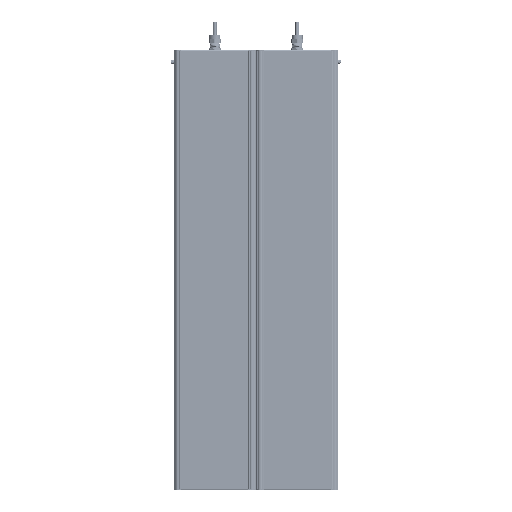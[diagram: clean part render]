
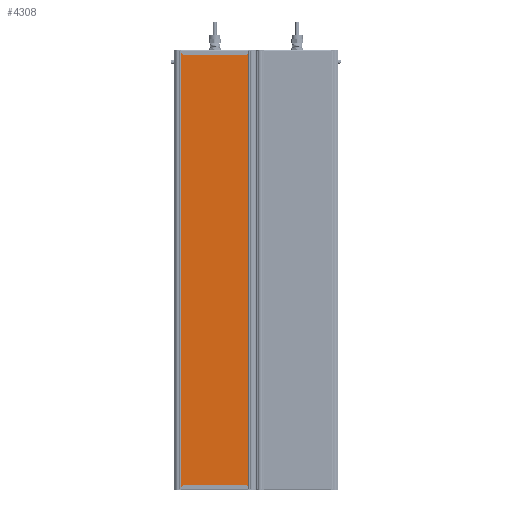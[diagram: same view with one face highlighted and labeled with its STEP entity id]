
A CAD part, front view. The second image highlights one B-rep face of the part: STEP entity #4308.
In plain terms, the highlighted face is planar.
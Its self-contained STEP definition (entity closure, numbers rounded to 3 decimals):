
#4308=ADVANCED_FACE('',(#8634),#8636,.T.);
#8634=FACE_BOUND('',#8635,.T.);
#8635=EDGE_LOOP('',(#38628,#38629,#38630,#38631));
#8636=PLANE('',#8637);
#8637=AXIS2_PLACEMENT_3D('',#8638,#8639,#8640);
#8638=CARTESIAN_POINT('',(2111.497,401.002,-34.582));
#8639=DIRECTION('',(0.,0.,-1.));
#8640=DIRECTION('',(0.,1.,0.));
#38628=ORIENTED_EDGE('',*,*,#44000,.F.);
#38629=ORIENTED_EDGE('',*,*,#43999,.T.);
#38630=ORIENTED_EDGE('',*,*,#44001,.F.);
#38631=ORIENTED_EDGE('',*,*,#43991,.F.);
#43991=EDGE_CURVE('',#48114,#48117,#48118,.T.);
#43999=EDGE_CURVE('',#48127,#48129,#48131,.T.);
#44000=EDGE_CURVE('',#48127,#48114,#48132,.T.);
#44001=EDGE_CURVE('',#48117,#48129,#48133,.T.);
#48114=VERTEX_POINT('',#56912);
#48117=VERTEX_POINT('',#56917);
#48118=LINE('',#56918,#56919);
#48127=VERTEX_POINT('',#56939);
#48129=VERTEX_POINT('',#56943);
#48131=LINE('',#56947,#56948);
#48132=LINE('',#56950,#56951);
#48133=LINE('',#56953,#56954);
#56912=CARTESIAN_POINT('',(2111.497,401.002,-34.582));
#56917=CARTESIAN_POINT('',(3107.497,401.002,-34.582));
#56918=CARTESIAN_POINT('',(2111.497,401.002,-34.582));
#56919=VECTOR('',#56920,1.);
#56920=DIRECTION('',(1.,0.,0.));
#56939=CARTESIAN_POINT('',(2111.497,565.13,-34.582));
#56943=CARTESIAN_POINT('',(3107.497,565.13,-34.582));
#56947=CARTESIAN_POINT('',(2111.497,565.13,-34.582));
#56948=VECTOR('',#56949,1.);
#56949=DIRECTION('',(1.,0.,0.));
#56950=CARTESIAN_POINT('',(2111.497,565.13,-34.582));
#56951=VECTOR('',#56952,1.);
#56952=DIRECTION('',(0.,-1.,0.));
#56953=CARTESIAN_POINT('',(3107.497,401.002,-34.582));
#56954=VECTOR('',#56955,1.);
#56955=DIRECTION('',(0.,1.,0.));
